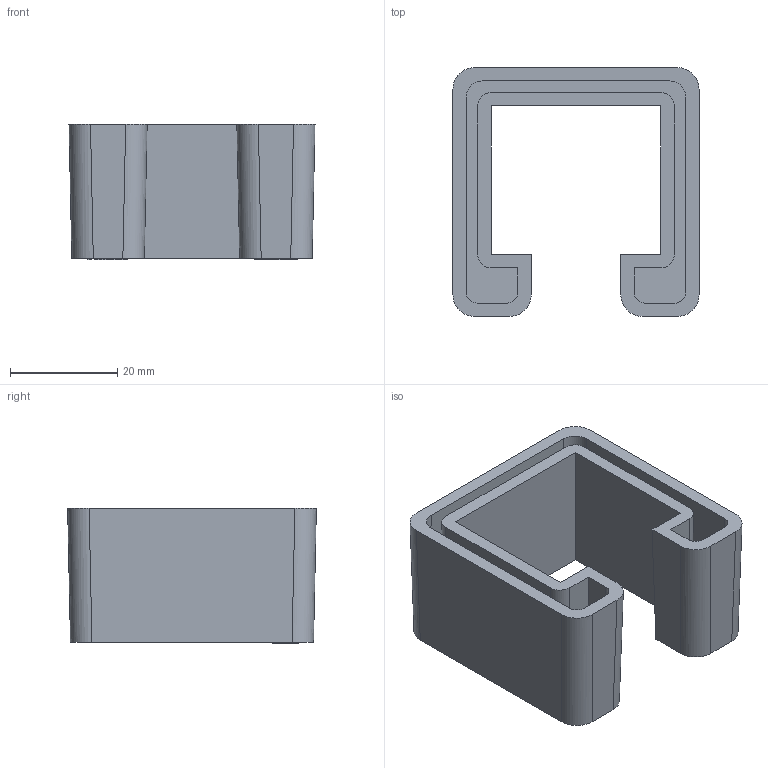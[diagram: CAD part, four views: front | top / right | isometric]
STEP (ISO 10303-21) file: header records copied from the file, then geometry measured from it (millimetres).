
FILE_DESCRIPTION(/* description */ (''),/* implementation_level */ '2;1');
FILE_NAME(/* name */ '1122900',/* time_stamp */ '2016-03-14T14:52:13+01:00',/* author */ (''),/* organization */ (''),/* preprocessor_version */ 'ST-DEVELOPER v15',/* originating_system */ '',/* authorisation */ '');
FILE_SCHEMA (('CONFIG_CONTROL_DESIGN'));
Length unit declared in the file: millimetre
Products named in the file (1): Document
Bounding box: 45.8 x 46.3 x 25.25 mm (x, y, z)
Volume: 14790.2 mm3; surface area: 15104.6 mm2
Topology: 1 solids, 1 shells, 286 faces, 801 edges, 534 vertices
Faces by surface type: plane 254, bspline 32
Entity records: 9452 total; most frequent: CARTESIAN_POINT 3988, ORIENTED_EDGE 1602, EDGE_CURVE 801, B_SPLINE_CURVE_WITH_KNOTS 773, VERTEX_POINT 534, EDGE_LOOP 303, ADVANCED_FACE 286, FACE_OUTER_BOUND 286
